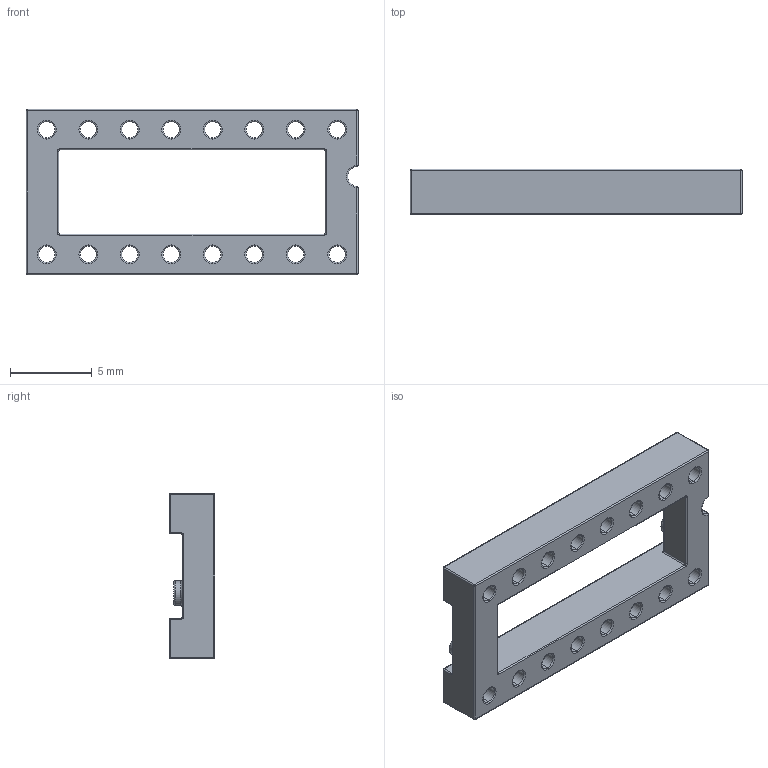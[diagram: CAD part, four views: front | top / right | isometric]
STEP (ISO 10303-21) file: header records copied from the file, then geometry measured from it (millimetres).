
FILE_DESCRIPTION (( 'STEP AP214' ), '1' );
FILE_NAME ('110-xx-316-41-001000.STEP', '2017-10-05T17:00:13', ( '' ), ( '' ), 'SwSTEP 2.0', 'SolidWorks 2014', '' );
FILE_SCHEMA (( 'AUTOMOTIVE_DESIGN' ));
Length unit declared in the file: millimetre
Products named in the file (1): 110-xx-316-41-001000
Bounding box: 20.3 x 2.79 x 10.1 mm (x, y, z)
Volume: 274.4 mm3; surface area: 642.9 mm2
Topology: 1 solids, 1 shells, 307 faces, 672 edges, 368 vertices
Faces by surface type: torus 150, cylinder 109, plane 32, sphere 16
Entity records: 8436 total; most frequent: DIRECTION 1780, CARTESIAN_POINT 1332, ORIENTED_EDGE 1312, AXIS2_PLACEMENT_3D 816, EDGE_CURVE 656, CIRCLE 508, VERTEX_POINT 368, EDGE_LOOP 358
